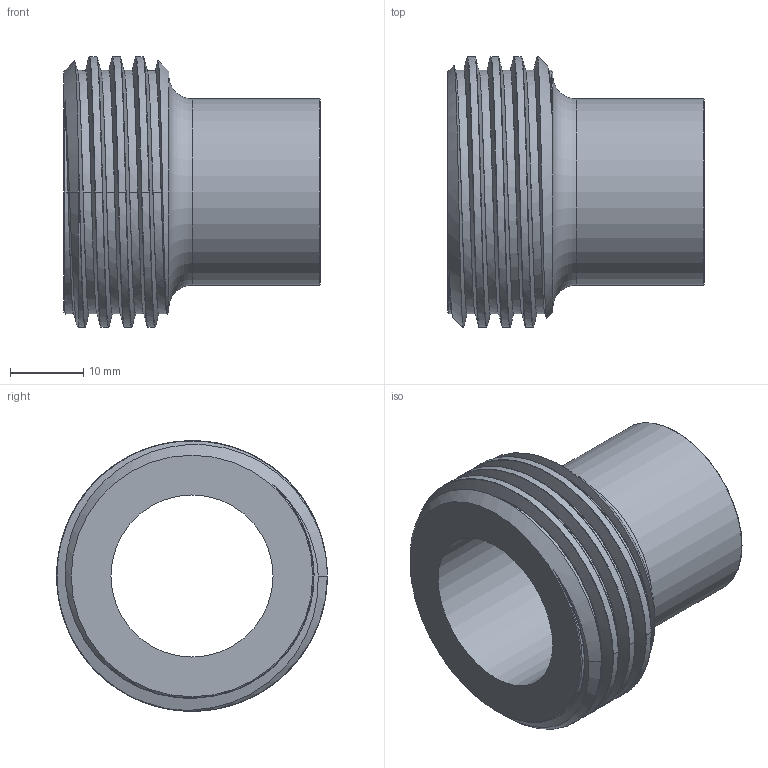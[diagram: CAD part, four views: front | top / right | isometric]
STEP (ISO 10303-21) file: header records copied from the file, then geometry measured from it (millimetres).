
FILE_DESCRIPTION(/* description */ (''),/* implementation_level */ '2;1');
FILE_NAME(/* name */ 'L15AJP-1.stp',/* time_stamp */ '2024-03-26T13:42:59-04:00',/* author */ ('brad'),/* organization */ (''),/* preprocessor_version */ 'ST-DEVELOPER v20',/* originating_system */ 'Autodesk Inventor 2024',/* authorisation */ '');
FILE_SCHEMA (('AUTOMOTIVE_DESIGN { 1 0 10303 214 3 1 1 }'));
Length unit declared in the file: inch
Products named in the file (1): L15AJP-1
Bounding box: 34.92 x 36.91 x 36.91 mm (x, y, z)
Volume: 10827.4 mm3; surface area: 7731.9 mm2
Topology: 1 solids, 1 shells, 28 faces, 73 edges, 48 vertices
Faces by surface type: cylinder 13, bspline 6, cone 3, torus 3, plane 3
Full cylindrical faces by diameter (mm): 22.098 x1, 25.4 x1, 33.223 x4, 36.906 x3
Entity records: 3459 total; most frequent: CARTESIAN_POINT 2792, ORIENTED_EDGE 146, DIRECTION 102, EDGE_CURVE 73, VERTEX_POINT 48, AXIS2_PLACEMENT_3D 44, B_SPLINE_CURVE_WITH_KNOTS 38, EDGE_LOOP 31
